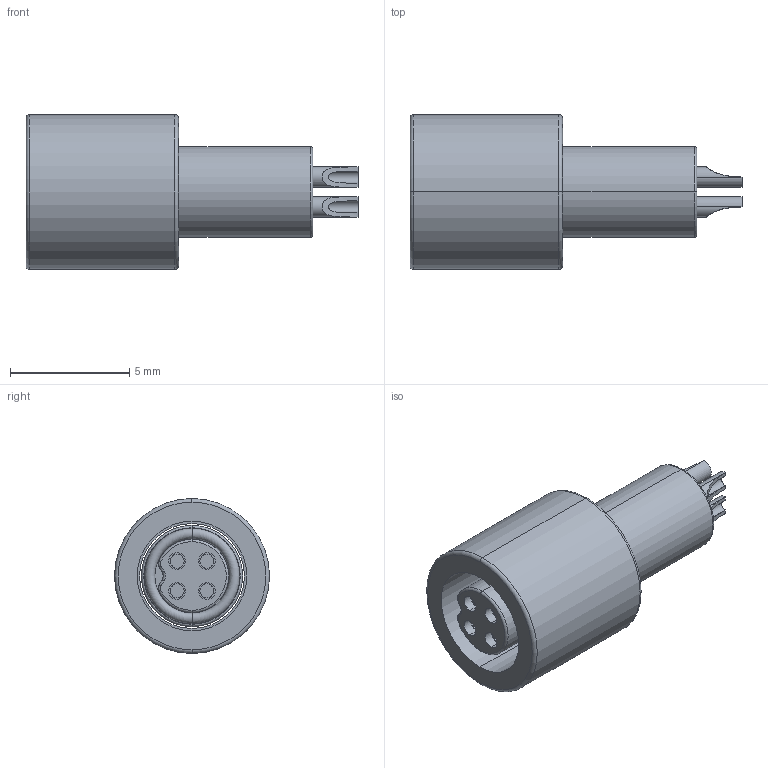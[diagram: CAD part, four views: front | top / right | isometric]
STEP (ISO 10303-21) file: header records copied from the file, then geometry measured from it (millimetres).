
FILE_DESCRIPTION (( 'STEP AP203' ), '1' );
FILE_NAME ('50-00605_revA1.STEP', '2025-03-24T22:21:38', ( '' ), ( '' ), 'SwSTEP 2.0', 'SolidWorks 2021', '' );
FILE_SCHEMA (( 'CONFIG_CONTROL_DESIGN' ));
Length unit declared in the file: millimetre
Products named in the file (5): M5Female_inline threads_Step; M5_oring_small; M5Female_socket; M5F4P; 50-00605_revA1
Assembly tree (7 placements, depth 2):
  50-00605_revA1
    M5Female_inline threads_Step
    M5F4P
    M5Female_socket  x4
    M5_oring_small
Bounding box: 13.93 x 6.5 x 6.5 mm (x, y, z)
Volume: 221.3 mm3; surface area: 761.5 mm2
Topology: 7 solids, 7 shells, 155 faces, 339 edges, 204 vertices
Faces by surface type: cylinder 66, plane 49, torus 20, cone 16, bspline 4
Entity records: 3616 total; most frequent: CARTESIAN_POINT 965, DIRECTION 492, ORIENTED_EDGE 388, AXIS2_PLACEMENT_3D 218, EDGE_CURVE 194, CIRCLE 120, VERTEX_POINT 118, EDGE_LOOP 106
